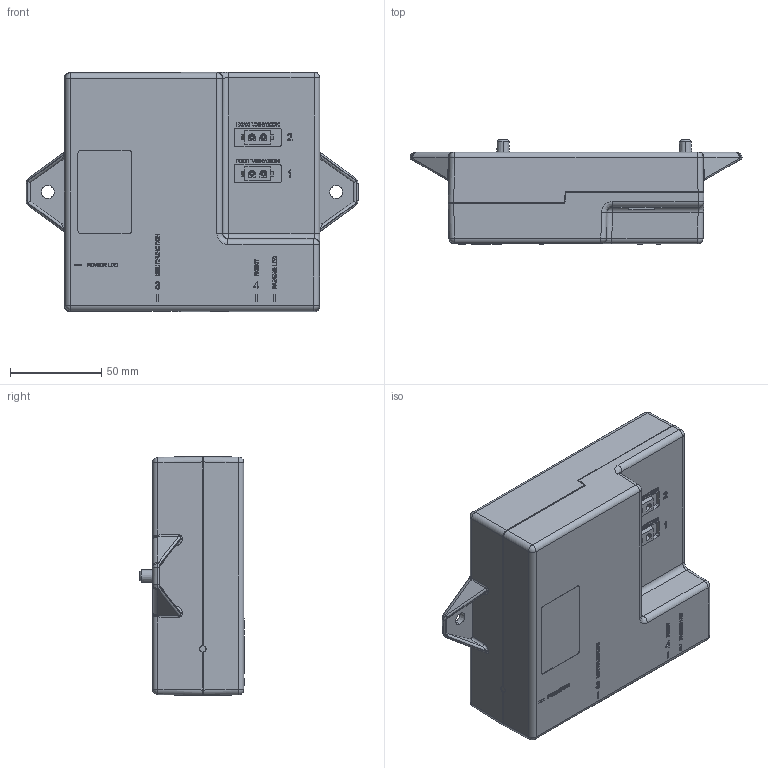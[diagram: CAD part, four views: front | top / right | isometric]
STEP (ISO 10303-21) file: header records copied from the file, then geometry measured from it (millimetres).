
FILE_DESCRIPTION (( 'STEP AP203' ), '1' );
FILE_NAME ('HE 200.STEP', '2013-04-25T07:49:55', ( 'admin' ), ( 'Hewlett-Packard Company' ), 'SwSTEP 2.0', 'SolidWorks 2012', '' );
FILE_SCHEMA (( 'CONFIG_CONTROL_DESIGN' ));
Products named in the file (1): HE 200
Bounding box: 181.97 x 57.3 x 131.2 mm (x, y, z)
Volume: 815728 mm3; surface area: 67611.5 mm2
Topology: 1 solids, 1 shells, 1267 faces, 3310 edges, 2160 vertices
Faces by surface type: plane 823, bspline 259, cylinder 138, cone 20, sphere 19, torus 8
Entity records: 51593 total; most frequent: CARTESIAN_POINT 22133, ORIENTED_EDGE 6598, DIRECTION 5092, EDGE_CURVE 3299, LINE 2386, VECTOR 2386, VERTEX_POINT 2160, EDGE_LOOP 1397
